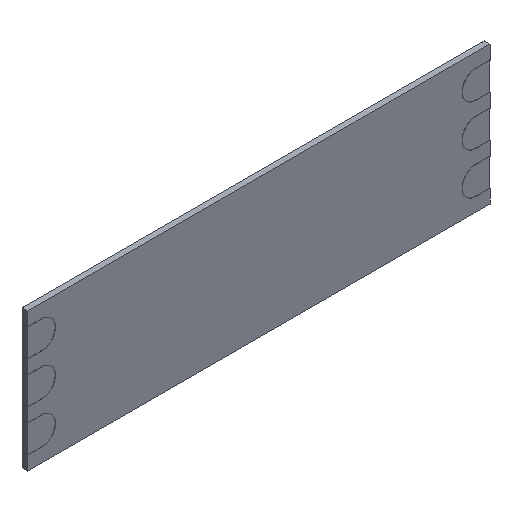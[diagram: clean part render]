
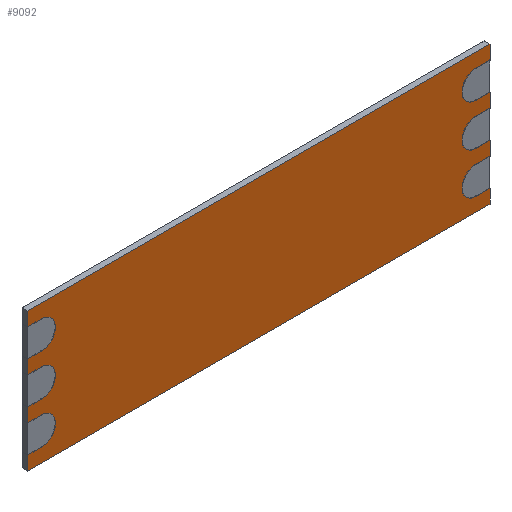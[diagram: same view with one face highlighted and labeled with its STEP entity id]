
A CAD part, isometric view. The second image highlights one B-rep face of the part: STEP entity #9092.
In plain terms, the highlighted planar face has unit normal (0, -1, 0).
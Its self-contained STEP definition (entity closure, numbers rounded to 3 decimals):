
#594=CIRCLE('',#9509,1.);
#595=CIRCLE('',#9520,1.);
#596=CIRCLE('',#9525,1.);
#597=CIRCLE('',#9526,1.);
#598=CIRCLE('',#9527,1.);
#599=CIRCLE('',#9528,1.);
#1012=FACE_OUTER_BOUND('',#1528,.T.);
#1528=EDGE_LOOP('',(#7929,#7930,#7931,#7932,#7933,#7934,#7935,#7936,#7937,
#7938,#7939,#7940,#7941,#7942,#7943,#7944,#7945,#7946,#7947,#7948,#7949,
#7950,#7951,#7952,#7953,#7954,#7955,#7956));
#2360=LINE('',#16140,#3304);
#2368=LINE('',#16156,#3312);
#2369=LINE('',#16159,#3313);
#2374=LINE('',#16168,#3318);
#2382=LINE('',#16186,#3326);
#2390=LINE('',#16203,#3334);
#2395=LINE('',#16214,#3339);
#2396=LINE('',#16218,#3340);
#2397=LINE('',#16219,#3341);
#2398=LINE('',#16221,#3342);
#2399=LINE('',#16223,#3343);
#2400=LINE('',#16225,#3344);
#2401=LINE('',#16227,#3345);
#2402=LINE('',#16231,#3346);
#2403=LINE('',#16233,#3347);
#2404=LINE('',#16235,#3348);
#2405=LINE('',#16239,#3349);
#2406=LINE('',#16241,#3350);
#2407=LINE('',#16243,#3351);
#2408=LINE('',#16247,#3352);
#2409=LINE('',#16249,#3353);
#2410=LINE('',#16250,#3354);
#3304=VECTOR('',#10983,10.);
#3312=VECTOR('',#10997,10.);
#3313=VECTOR('',#11000,10.);
#3318=VECTOR('',#11007,10.);
#3326=VECTOR('',#11027,10.);
#3334=VECTOR('',#11041,10.);
#3339=VECTOR('',#11052,10.);
#3340=VECTOR('',#11055,10.);
#3341=VECTOR('',#11056,10.);
#3342=VECTOR('',#11057,10.);
#3343=VECTOR('',#11058,10.);
#3344=VECTOR('',#11059,10.);
#3345=VECTOR('',#11060,10.);
#3346=VECTOR('',#11063,10.);
#3347=VECTOR('',#11064,10.);
#3348=VECTOR('',#11065,10.);
#3349=VECTOR('',#11068,10.);
#3350=VECTOR('',#11069,10.);
#3351=VECTOR('',#11070,10.);
#3352=VECTOR('',#11073,10.);
#3353=VECTOR('',#11074,10.);
#3354=VECTOR('',#11075,10.);
#4248=VERTEX_POINT('',#16136);
#4250=VERTEX_POINT('',#16139);
#4252=VERTEX_POINT('',#16146);
#4254=VERTEX_POINT('',#16151);
#4256=VERTEX_POINT('',#16158);
#4259=VERTEX_POINT('',#16166);
#4262=VERTEX_POINT('',#16183);
#4263=VERTEX_POINT('',#16185);
#4266=VERTEX_POINT('',#16193);
#4269=VERTEX_POINT('',#16201);
#4272=VERTEX_POINT('',#16213);
#4273=VERTEX_POINT('',#16215);
#4274=VERTEX_POINT('',#16217);
#4275=VERTEX_POINT('',#16220);
#4276=VERTEX_POINT('',#16222);
#4277=VERTEX_POINT('',#16224);
#4278=VERTEX_POINT('',#16226);
#4279=VERTEX_POINT('',#16228);
#4280=VERTEX_POINT('',#16230);
#4281=VERTEX_POINT('',#16232);
#4282=VERTEX_POINT('',#16234);
#4283=VERTEX_POINT('',#16236);
#4284=VERTEX_POINT('',#16238);
#4285=VERTEX_POINT('',#16240);
#4286=VERTEX_POINT('',#16242);
#4287=VERTEX_POINT('',#16244);
#4288=VERTEX_POINT('',#16246);
#4289=VERTEX_POINT('',#16248);
#5482=EDGE_CURVE('',#4250,#4248,#2360,.T.);
#5486=EDGE_CURVE('',#4252,#4250,#594,.T.);
#5491=EDGE_CURVE('',#4254,#4252,#2368,.T.);
#5492=EDGE_CURVE('',#4256,#4254,#2369,.T.);
#5497=EDGE_CURVE('',#4248,#4259,#2374,.T.);
#5505=EDGE_CURVE('',#4263,#4262,#2382,.T.);
#5510=EDGE_CURVE('',#4262,#4266,#595,.T.);
#5514=EDGE_CURVE('',#4266,#4269,#2390,.T.);
#5519=EDGE_CURVE('',#4259,#4272,#2395,.T.);
#5520=EDGE_CURVE('',#4272,#4273,#596,.T.);
#5521=EDGE_CURVE('',#4273,#4274,#2396,.T.);
#5522=EDGE_CURVE('',#4274,#4263,#2397,.T.);
#5523=EDGE_CURVE('',#4269,#4275,#2398,.T.);
#5524=EDGE_CURVE('',#4275,#4276,#2399,.T.);
#5525=EDGE_CURVE('',#4276,#4277,#2400,.T.);
#5526=EDGE_CURVE('',#4277,#4278,#2401,.T.);
#5527=EDGE_CURVE('',#4278,#4279,#597,.T.);
#5528=EDGE_CURVE('',#4279,#4280,#2402,.T.);
#5529=EDGE_CURVE('',#4280,#4281,#2403,.T.);
#5530=EDGE_CURVE('',#4281,#4282,#2404,.T.);
#5531=EDGE_CURVE('',#4282,#4283,#598,.T.);
#5532=EDGE_CURVE('',#4283,#4284,#2405,.T.);
#5533=EDGE_CURVE('',#4284,#4285,#2406,.T.);
#5534=EDGE_CURVE('',#4285,#4286,#2407,.T.);
#5535=EDGE_CURVE('',#4286,#4287,#599,.T.);
#5536=EDGE_CURVE('',#4287,#4288,#2408,.T.);
#5537=EDGE_CURVE('',#4288,#4289,#2409,.T.);
#5538=EDGE_CURVE('',#4289,#4256,#2410,.T.);
#7929=ORIENTED_EDGE('',*,*,#5482,.T.);
#7930=ORIENTED_EDGE('',*,*,#5497,.T.);
#7931=ORIENTED_EDGE('',*,*,#5519,.T.);
#7932=ORIENTED_EDGE('',*,*,#5520,.T.);
#7933=ORIENTED_EDGE('',*,*,#5521,.T.);
#7934=ORIENTED_EDGE('',*,*,#5522,.T.);
#7935=ORIENTED_EDGE('',*,*,#5505,.T.);
#7936=ORIENTED_EDGE('',*,*,#5510,.T.);
#7937=ORIENTED_EDGE('',*,*,#5514,.T.);
#7938=ORIENTED_EDGE('',*,*,#5523,.T.);
#7939=ORIENTED_EDGE('',*,*,#5524,.T.);
#7940=ORIENTED_EDGE('',*,*,#5525,.T.);
#7941=ORIENTED_EDGE('',*,*,#5526,.T.);
#7942=ORIENTED_EDGE('',*,*,#5527,.T.);
#7943=ORIENTED_EDGE('',*,*,#5528,.T.);
#7944=ORIENTED_EDGE('',*,*,#5529,.T.);
#7945=ORIENTED_EDGE('',*,*,#5530,.T.);
#7946=ORIENTED_EDGE('',*,*,#5531,.T.);
#7947=ORIENTED_EDGE('',*,*,#5532,.T.);
#7948=ORIENTED_EDGE('',*,*,#5533,.T.);
#7949=ORIENTED_EDGE('',*,*,#5534,.T.);
#7950=ORIENTED_EDGE('',*,*,#5535,.T.);
#7951=ORIENTED_EDGE('',*,*,#5536,.T.);
#7952=ORIENTED_EDGE('',*,*,#5537,.T.);
#7953=ORIENTED_EDGE('',*,*,#5538,.T.);
#7954=ORIENTED_EDGE('',*,*,#5492,.T.);
#7955=ORIENTED_EDGE('',*,*,#5491,.T.);
#7956=ORIENTED_EDGE('',*,*,#5486,.T.);
#8562=PLANE('',#9524);
#9092=ADVANCED_FACE('',(#1012),#8562,.F.);
#9509=AXIS2_PLACEMENT_3D('',#16147,#10989,#10990);
#9520=AXIS2_PLACEMENT_3D('',#16195,#11034,#11035);
#9524=AXIS2_PLACEMENT_3D('',#16212,#11050,#11051);
#9525=AXIS2_PLACEMENT_3D('',#16216,#11053,#11054);
#9526=AXIS2_PLACEMENT_3D('',#16229,#11061,#11062);
#9527=AXIS2_PLACEMENT_3D('',#16237,#11066,#11067);
#9528=AXIS2_PLACEMENT_3D('',#16245,#11071,#11072);
#10983=DIRECTION('',(1.,0.,0.));
#10989=DIRECTION('center_axis',(0.,1.,0.));
#10990=DIRECTION('ref_axis',(0.,0.,-1.));
#10997=DIRECTION('',(-1.,0.,0.));
#11000=DIRECTION('',(0.,0.,1.));
#11007=DIRECTION('',(0.,0.,1.));
#11027=DIRECTION('',(-1.,0.,0.));
#11034=DIRECTION('center_axis',(0.,1.,0.));
#11035=DIRECTION('ref_axis',(0.,0.,-1.));
#11041=DIRECTION('',(1.,0.,0.));
#11050=DIRECTION('center_axis',(0.,1.,0.));
#11051=DIRECTION('ref_axis',(1.,0.,0.));
#11052=DIRECTION('',(-1.,0.,0.));
#11053=DIRECTION('center_axis',(0.,1.,0.));
#11054=DIRECTION('ref_axis',(0.,0.,-1.));
#11055=DIRECTION('',(1.,0.,0.));
#11056=DIRECTION('',(0.,0.,1.));
#11057=DIRECTION('',(0.,0.,1.));
#11058=DIRECTION('',(-1.,0.,0.));
#11059=DIRECTION('',(0.,0.,-1.));
#11060=DIRECTION('',(1.,0.,0.));
#11061=DIRECTION('center_axis',(0.,1.,0.));
#11062=DIRECTION('ref_axis',(0.,0.,1.));
#11063=DIRECTION('',(-1.,0.,0.));
#11064=DIRECTION('',(0.,0.,-1.));
#11065=DIRECTION('',(1.,0.,0.));
#11066=DIRECTION('center_axis',(0.,1.,0.));
#11067=DIRECTION('ref_axis',(0.,0.,1.));
#11068=DIRECTION('',(-1.,0.,0.));
#11069=DIRECTION('',(0.,0.,-1.));
#11070=DIRECTION('',(1.,0.,0.));
#11071=DIRECTION('center_axis',(0.,1.,0.));
#11072=DIRECTION('ref_axis',(0.,0.,1.));
#11073=DIRECTION('',(-1.,0.,0.));
#11074=DIRECTION('',(0.,0.,-1.));
#11075=DIRECTION('',(1.,0.,0.));
#16136=CARTESIAN_POINT('',(33.333,0.,2.997));
#16139=CARTESIAN_POINT('',(32.336,0.,2.997));
#16140=CARTESIAN_POINT('',(25.001,0.,2.997));
#16146=CARTESIAN_POINT('',(32.336,0.,0.997));
#16147=CARTESIAN_POINT('Origin',(32.336,0.,1.997));
#16151=CARTESIAN_POINT('',(33.333,0.,0.997));
#16156=CARTESIAN_POINT('',(24.502,0.,0.997));
#16158=CARTESIAN_POINT('',(33.333,0.,0.));
#16159=CARTESIAN_POINT('',(33.333,0.,0.));
#16166=CARTESIAN_POINT('',(33.333,0.,3.997));
#16168=CARTESIAN_POINT('',(33.333,0.,0.));
#16183=CARTESIAN_POINT('',(32.336,0.,6.997));
#16185=CARTESIAN_POINT('',(33.333,0.,6.997));
#16186=CARTESIAN_POINT('',(24.502,0.,6.997));
#16193=CARTESIAN_POINT('',(32.336,0.,8.997));
#16195=CARTESIAN_POINT('Origin',(32.336,0.,7.997));
#16201=CARTESIAN_POINT('',(33.333,0.,8.997));
#16203=CARTESIAN_POINT('',(25.001,0.,8.997));
#16212=CARTESIAN_POINT('Origin',(16.667,0.,5.));
#16213=CARTESIAN_POINT('',(32.336,0.,3.997));
#16214=CARTESIAN_POINT('',(24.502,0.,3.997));
#16215=CARTESIAN_POINT('',(32.336,0.,5.997));
#16216=CARTESIAN_POINT('Origin',(32.336,0.,4.997));
#16217=CARTESIAN_POINT('',(33.333,0.,5.997));
#16218=CARTESIAN_POINT('',(25.001,0.,5.997));
#16219=CARTESIAN_POINT('',(33.333,0.,0.));
#16220=CARTESIAN_POINT('',(33.333,0.,10.));
#16221=CARTESIAN_POINT('',(33.333,0.,0.));
#16222=CARTESIAN_POINT('',(0.,0.,10.));
#16223=CARTESIAN_POINT('',(33.333,0.,10.));
#16224=CARTESIAN_POINT('',(0.,0.,9.));
#16225=CARTESIAN_POINT('',(0.,0.,10.));
#16226=CARTESIAN_POINT('',(1.,0.,9.));
#16227=CARTESIAN_POINT('',(8.833,0.,9.));
#16228=CARTESIAN_POINT('',(1.,0.,7.));
#16229=CARTESIAN_POINT('Origin',(1.,0.,8.));
#16230=CARTESIAN_POINT('',(0.,0.,7.));
#16231=CARTESIAN_POINT('',(8.333,0.,7.));
#16232=CARTESIAN_POINT('',(0.,0.,6.));
#16233=CARTESIAN_POINT('',(0.,0.,10.));
#16234=CARTESIAN_POINT('',(1.,0.,6.));
#16235=CARTESIAN_POINT('',(8.833,0.,6.));
#16236=CARTESIAN_POINT('',(1.,0.,4.));
#16237=CARTESIAN_POINT('Origin',(1.,0.,5.));
#16238=CARTESIAN_POINT('',(0.,0.,4.));
#16239=CARTESIAN_POINT('',(8.333,0.,4.));
#16240=CARTESIAN_POINT('',(0.,0.,3.));
#16241=CARTESIAN_POINT('',(0.,0.,10.));
#16242=CARTESIAN_POINT('',(1.,0.,3.));
#16243=CARTESIAN_POINT('',(8.833,0.,3.));
#16244=CARTESIAN_POINT('',(1.,0.,1.));
#16245=CARTESIAN_POINT('Origin',(1.,0.,2.));
#16246=CARTESIAN_POINT('',(0.,0.,1.));
#16247=CARTESIAN_POINT('',(8.333,0.,1.));
#16248=CARTESIAN_POINT('',(0.,0.,0.));
#16249=CARTESIAN_POINT('',(0.,0.,10.));
#16250=CARTESIAN_POINT('',(0.,0.,0.));
